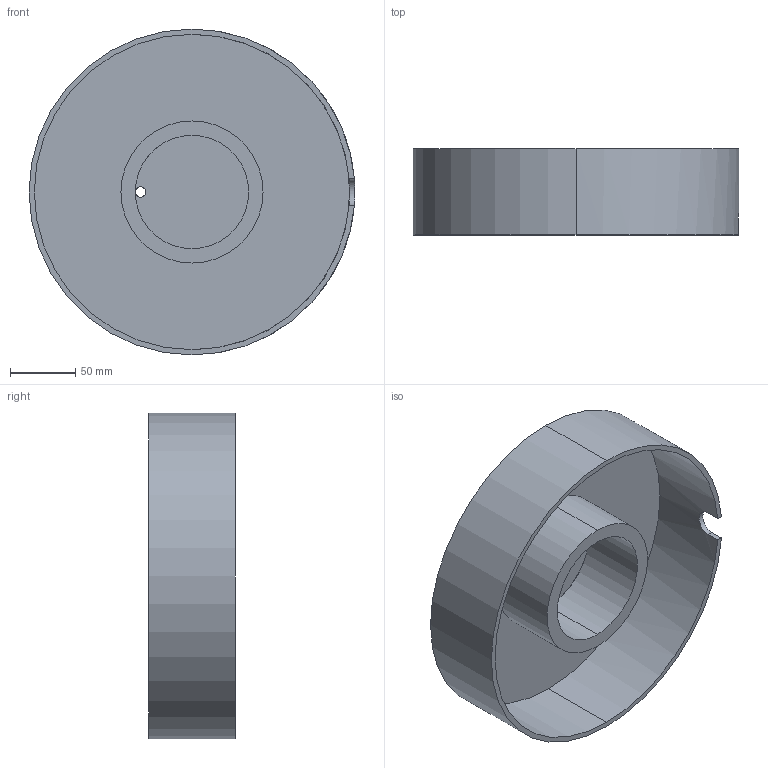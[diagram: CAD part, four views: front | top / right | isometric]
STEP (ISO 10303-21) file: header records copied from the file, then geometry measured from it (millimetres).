
FILE_DESCRIPTION (( 'STEP AP214' ), '1' );
FILE_NAME ('UFO Base Grass.STEP', '2024-07-26T03:00:50', ( '' ), ( '' ), 'SwSTEP 2.0', 'SolidWorks 2023', '' );
FILE_SCHEMA (( 'AUTOMOTIVE_DESIGN' ));
Length unit declared in the file: millimetre
Products named in the file (1): UFO Base Grass
Bounding box: 250 x 66 x 250 mm (x, y, z)
Volume: 470937.3 mm3; surface area: 262548.3 mm2
Topology: 1 solids, 1 shells, 26 faces, 62 edges, 41 vertices
Faces by surface type: cylinder 17, plane 9
Entity records: 889 total; most frequent: CARTESIAN_POINT 234, DIRECTION 142, ORIENTED_EDGE 124, EDGE_CURVE 62, AXIS2_PLACEMENT_3D 59, VERTEX_POINT 41, CIRCLE 32, EDGE_LOOP 31
